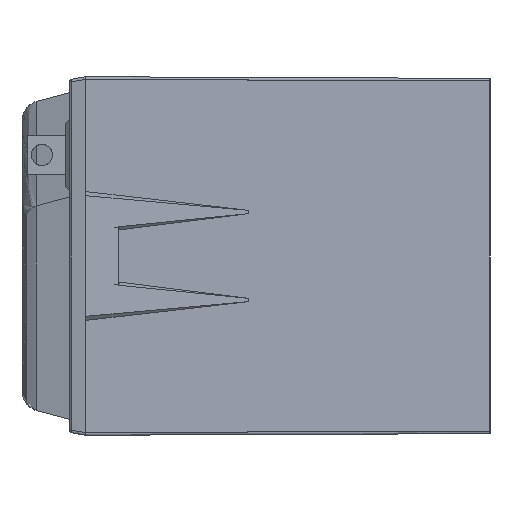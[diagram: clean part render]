
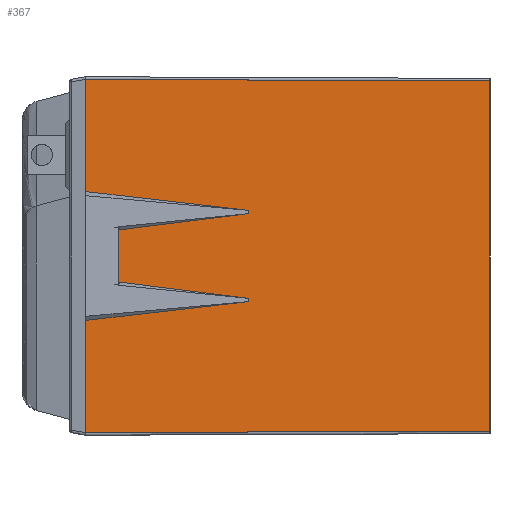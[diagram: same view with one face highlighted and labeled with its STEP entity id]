
A CAD part, left-side view. The second image highlights one B-rep face of the part: STEP entity #367.
In plain terms, the highlighted free-form (B-spline) face has degree [1, 1] with [2, 2] control points.
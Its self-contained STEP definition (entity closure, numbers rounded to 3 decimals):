
#367 = ADVANCED_FACE('',(#368),#472,.T.);
#368 = FACE_BOUND('',#369,.T.);
#369 = EDGE_LOOP('',(#370,#379,#386,#393,#400,#407,#414,#421,#428,#435,
    #442,#449,#458,#465));
#370 = ORIENTED_EDGE('',*,*,#371,.T.);
#371 = EDGE_CURVE('',#372,#374,#376,.T.);
#372 = VERTEX_POINT('',#373);
#373 = CARTESIAN_POINT('',(-145.837,184.529,
    80.664));
#374 = VERTEX_POINT('',#375);
#375 = CARTESIAN_POINT('',(-145.837,184.529,
    29.422));
#376 = B_SPLINE_CURVE_WITH_KNOTS('',1,(#377,#378),.UNSPECIFIED.,.F.,.F.,
  (2,2),(0.014,54.67),.PIECEWISE_BEZIER_KNOTS.);
#377 = CARTESIAN_POINT('',(-145.837,184.529,
    80.657));
#378 = CARTESIAN_POINT('',(-145.837,184.529,
    29.422));
#379 = ORIENTED_EDGE('',*,*,#380,.T.);
#380 = EDGE_CURVE('',#374,#381,#383,.T.);
#381 = VERTEX_POINT('',#382);
#382 = CARTESIAN_POINT('',(-145.237,110.148,
    20.838));
#383 = B_SPLINE_CURVE_WITH_KNOTS('',1,(#384,#385),.UNSPECIFIED.,.F.,.F.,
  (2,2),(0.,79.876),.PIECEWISE_BEZIER_KNOTS.);
#384 = CARTESIAN_POINT('',(-145.837,184.529,
    29.422));
#385 = CARTESIAN_POINT('',(-145.237,110.148,
    20.838));
#386 = ORIENTED_EDGE('',*,*,#387,.T.);
#387 = EDGE_CURVE('',#381,#388,#390,.T.);
#388 = VERTEX_POINT('',#389);
#389 = CARTESIAN_POINT('',(-145.237,110.148,
    19.35));
#390 = B_SPLINE_CURVE_WITH_KNOTS('',1,(#391,#392),.UNSPECIFIED.,.F.,.F.,
  (2,2),(0.,1.588),.PIECEWISE_BEZIER_KNOTS.);
#391 = CARTESIAN_POINT('',(-145.237,110.148,
    20.838));
#392 = CARTESIAN_POINT('',(-145.237,110.148,
    19.35));
#393 = ORIENTED_EDGE('',*,*,#394,.T.);
#394 = EDGE_CURVE('',#388,#395,#397,.T.);
#395 = VERTEX_POINT('',#396);
#396 = CARTESIAN_POINT('',(-145.709,168.605,
    11.981));
#397 = B_SPLINE_CURVE_WITH_KNOTS('',1,(#398,#399),.UNSPECIFIED.,.F.,.F.,
  (2,2),(0.,62.856),.PIECEWISE_BEZIER_KNOTS.);
#398 = CARTESIAN_POINT('',(-145.237,110.148,
    19.35));
#399 = CARTESIAN_POINT('',(-145.709,168.605,
    11.981));
#400 = ORIENTED_EDGE('',*,*,#401,.T.);
#401 = EDGE_CURVE('',#395,#402,#404,.T.);
#402 = VERTEX_POINT('',#403);
#403 = CARTESIAN_POINT('',(-145.837,184.529,
    11.909));
#404 = B_SPLINE_CURVE_WITH_KNOTS('',1,(#405,#406),.UNSPECIFIED.,.F.,.F.,
  (2,2),(0.,16.987),.PIECEWISE_BEZIER_KNOTS.);
#405 = CARTESIAN_POINT('',(-145.709,168.605,
    11.981));
#406 = CARTESIAN_POINT('',(-145.837,184.529,
    11.909));
#407 = ORIENTED_EDGE('',*,*,#408,.T.);
#408 = EDGE_CURVE('',#402,#409,#411,.T.);
#409 = VERTEX_POINT('',#410);
#410 = CARTESIAN_POINT('',(-145.837,184.529,
    -11.901));
#411 = B_SPLINE_CURVE_WITH_KNOTS('',1,(#412,#413),.UNSPECIFIED.,.F.,.F.,
  (2,2),(0.,25.4),.PIECEWISE_BEZIER_KNOTS.);
#412 = CARTESIAN_POINT('',(-145.837,184.529,
    11.909));
#413 = CARTESIAN_POINT('',(-145.837,184.529,
    -11.901));
#414 = ORIENTED_EDGE('',*,*,#415,.T.);
#415 = EDGE_CURVE('',#409,#416,#418,.T.);
#416 = VERTEX_POINT('',#417);
#417 = CARTESIAN_POINT('',(-145.709,168.605,
    -11.972));
#418 = B_SPLINE_CURVE_WITH_KNOTS('',1,(#419,#420),.UNSPECIFIED.,.F.,.F.,
  (2,2),(0.,16.987),.PIECEWISE_BEZIER_KNOTS.);
#419 = CARTESIAN_POINT('',(-145.837,184.529,
    -11.901));
#420 = CARTESIAN_POINT('',(-145.709,168.605,
    -11.972));
#421 = ORIENTED_EDGE('',*,*,#422,.T.);
#422 = EDGE_CURVE('',#416,#423,#425,.T.);
#423 = VERTEX_POINT('',#424);
#424 = CARTESIAN_POINT('',(-145.237,110.148,
    -19.341));
#425 = B_SPLINE_CURVE_WITH_KNOTS('',1,(#426,#427),.UNSPECIFIED.,.F.,.F.,
  (2,2),(0.,62.856),.PIECEWISE_BEZIER_KNOTS.);
#426 = CARTESIAN_POINT('',(-145.709,168.605,
    -11.972));
#427 = CARTESIAN_POINT('',(-145.237,110.148,
    -19.341));
#428 = ORIENTED_EDGE('',*,*,#429,.T.);
#429 = EDGE_CURVE('',#423,#430,#432,.T.);
#430 = VERTEX_POINT('',#431);
#431 = CARTESIAN_POINT('',(-145.237,110.148,
    -20.83));
#432 = B_SPLINE_CURVE_WITH_KNOTS('',1,(#433,#434),.UNSPECIFIED.,.F.,.F.,
  (2,2),(0.,1.588),.PIECEWISE_BEZIER_KNOTS.);
#433 = CARTESIAN_POINT('',(-145.237,110.148,
    -19.341));
#434 = CARTESIAN_POINT('',(-145.237,110.148,
    -20.83));
#435 = ORIENTED_EDGE('',*,*,#436,.T.);
#436 = EDGE_CURVE('',#430,#437,#439,.T.);
#437 = VERTEX_POINT('',#438);
#438 = CARTESIAN_POINT('',(-145.837,184.529,
    -29.414));
#439 = B_SPLINE_CURVE_WITH_KNOTS('',1,(#440,#441),.UNSPECIFIED.,.F.,.F.,
  (2,2),(0.,79.876),.PIECEWISE_BEZIER_KNOTS.);
#440 = CARTESIAN_POINT('',(-145.237,110.148,
    -20.83));
#441 = CARTESIAN_POINT('',(-145.837,184.529,
    -29.414));
#442 = ORIENTED_EDGE('',*,*,#443,.T.);
#443 = EDGE_CURVE('',#437,#444,#446,.T.);
#444 = VERTEX_POINT('',#445);
#445 = CARTESIAN_POINT('',(-145.837,184.529,
    -80.659));
#446 = B_SPLINE_CURVE_WITH_KNOTS('',1,(#447,#448),.UNSPECIFIED.,.F.,.F.,
  (2,2),(0.,54.665),.PIECEWISE_BEZIER_KNOTS.);
#447 = CARTESIAN_POINT('',(-145.837,184.529,
    -29.414));
#448 = CARTESIAN_POINT('',(-145.837,184.529,
    -80.657));
#449 = ORIENTED_EDGE('',*,*,#450,.T.);
#450 = EDGE_CURVE('',#444,#451,#453,.T.);
#451 = VERTEX_POINT('',#452);
#452 = CARTESIAN_POINT('',(-144.349,0.,-79.913));
#453 = B_SPLINE_CURVE_WITH_KNOTS('',3,(#454,#455,#456,#457),
  .UNSPECIFIED.,.F.,.F.,(4,4),(0.,1.),.PIECEWISE_BEZIER_KNOTS.);
#454 = CARTESIAN_POINT('',(-145.837,184.529,
    -80.657));
#455 = CARTESIAN_POINT('',(-145.341,123.019,
    -80.409));
#456 = CARTESIAN_POINT('',(-144.845,61.51,
    -80.161));
#457 = CARTESIAN_POINT('',(-144.349,0.,-79.913));
#458 = ORIENTED_EDGE('',*,*,#459,.T.);
#459 = EDGE_CURVE('',#451,#460,#462,.T.);
#460 = VERTEX_POINT('',#461);
#461 = CARTESIAN_POINT('',(-144.349,0.,79.913));
#462 = B_SPLINE_CURVE_WITH_KNOTS('',1,(#463,#464),.UNSPECIFIED.,.F.,.F.,
  (2,2),(0.,170.498),.PIECEWISE_BEZIER_KNOTS.);
#463 = CARTESIAN_POINT('',(-144.349,0.,-79.913));
#464 = CARTESIAN_POINT('',(-144.349,0.,79.913));
#465 = ORIENTED_EDGE('',*,*,#466,.T.);
#466 = EDGE_CURVE('',#460,#372,#467,.T.);
#467 = B_SPLINE_CURVE_WITH_KNOTS('',3,(#468,#469,#470,#471),
  .UNSPECIFIED.,.F.,.F.,(4,4),(0.,1.),.PIECEWISE_BEZIER_KNOTS.);
#468 = CARTESIAN_POINT('',(-144.349,0.,79.913));
#469 = CARTESIAN_POINT('',(-144.845,61.51,
    80.161));
#470 = CARTESIAN_POINT('',(-145.341,123.019,
    80.409));
#471 = CARTESIAN_POINT('',(-145.837,184.529,
    80.657));
#472 = B_SPLINE_SURFACE_WITH_KNOTS('',1,1,(
    (#473,#474)
    ,(#475,#476)),.UNSPECIFIED.,.F.,.F.,.F.,(2,2),(2,2),(0.,1.),(0.,1.),
  .PIECEWISE_BEZIER_KNOTS.);
#473 = CARTESIAN_POINT('',(-145.837,184.529,
    -81.63));
#474 = CARTESIAN_POINT('',(-145.837,184.529,
    81.638));
#475 = CARTESIAN_POINT('',(-144.349,0.,-81.63));
#476 = CARTESIAN_POINT('',(-144.349,0.,81.638));
